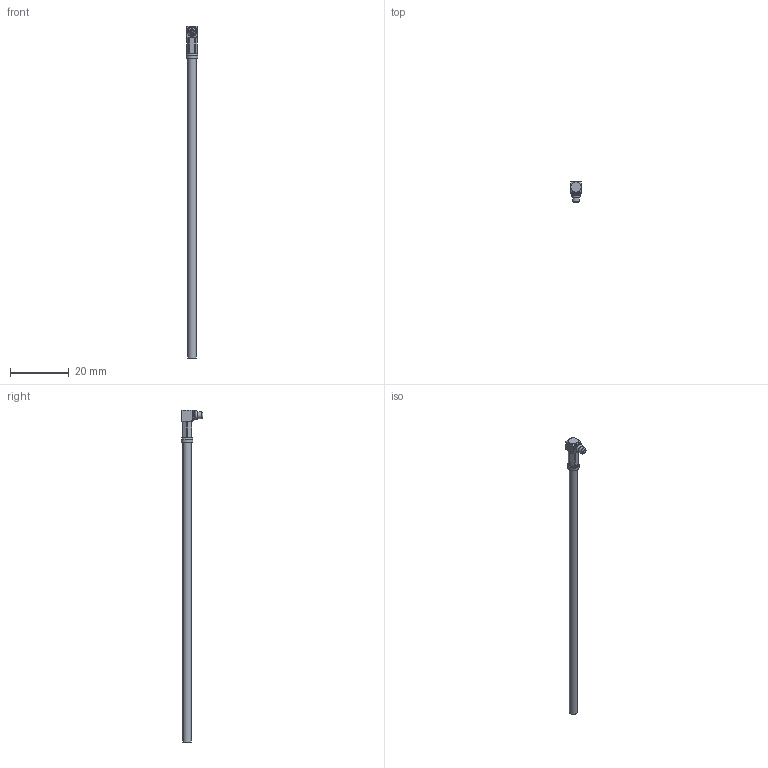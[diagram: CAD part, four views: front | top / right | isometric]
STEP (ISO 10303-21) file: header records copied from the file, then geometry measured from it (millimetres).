
FILE_DESCRIPTION (( 'STEP AP203' ), '1' );
FILE_NAME ('PE39233_3D.step', '2021-11-17T16:46:11', ( '' ), ( '' ), 'SwSTEP 2.0', 'SolidWorks 2021', '' );
FILE_SCHEMA (( 'CONFIG_CONTROL_DESIGN' ));
Length unit declared in the file: inch
Products named in the file (3): RG174AU^PE39233_RG174A-U; PE39233_3D; PE4898^PE39233_Crimped
Assembly tree (2 placements, depth 2):
  PE39233_3D
    RG174AU^PE39233_RG174A-U
    PE4898^PE39233_Crimped
Bounding box: 3.99 x 7.3 x 112.55 mm (x, y, z)
Volume: 706.1 mm3; surface area: 1187.4 mm2
Topology: 4 solids, 4 shells, 87 faces, 211 edges, 135 vertices
Faces by surface type: plane 39, cylinder 34, cone 10, bspline 2, torus 1, sphere 1
Full cylindrical faces by diameter (mm): 0.508 x1, 1.3 x1, 1.945 x1, 2.312 x2, 2.794 x1, 3.48 x1, 3.505 x1, 3.988 x1
Entity records: 4152 total; most frequent: CARTESIAN_POINT 2034, ORIENTED_EDGE 380, DIRECTION 334, EDGE_CURVE 190, AXIS2_PLACEMENT_3D 134, VERTEX_POINT 129, EDGE_LOOP 107, FACE_OUTER_BOUND 98
